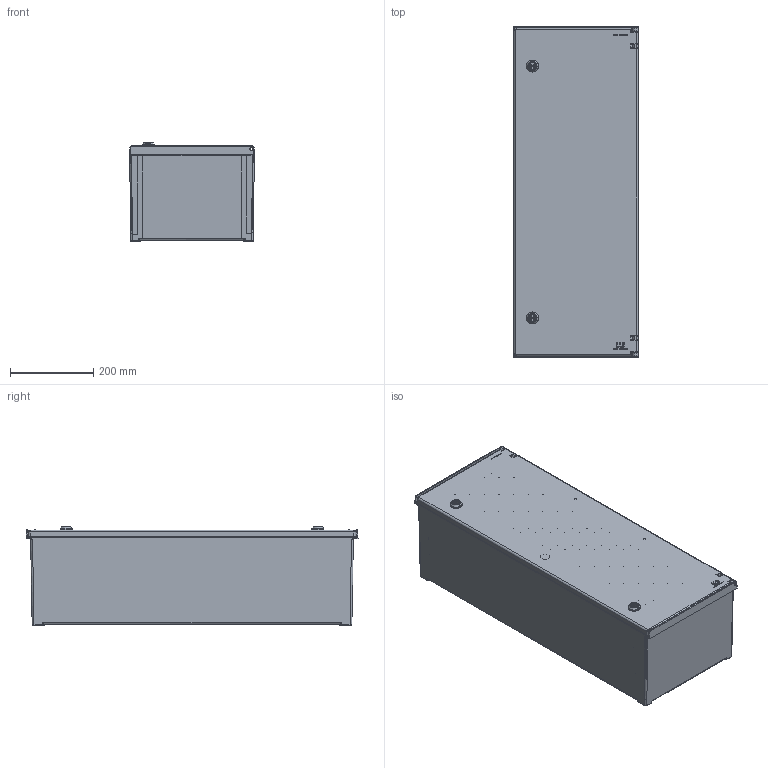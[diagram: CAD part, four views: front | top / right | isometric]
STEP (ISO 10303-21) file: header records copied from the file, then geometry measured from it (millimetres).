
FILE_DESCRIPTION((''),'2;1');
FILE_NAME('ETI_BRES_CAB-83_ASM_ASM','2021-04-19T',('marketing.praksa'),('Audax d.o.o.'),'CREO PARAMETRIC BY PTC INC, 2017480','CREO PARAMETRIC BY PTC INC, 2017480','');
FILE_SCHEMA(('AUTOMOTIVE_DESIGN { 1 0 10303 214 1 1 1 1 }'));
Products named in the file (22): CUB-83_1_1; BC-ETI_1_1_2_3_1; COJINETE-M22MAL_1_1_2_3_1; TPDB-ETI_1_1_2_3_1; PMC-APM-2-MAL_1_1_2_3_1; D7971-8X3-4_1_1_2_3_1; JN-TORICA_1_1_2_3_1; CMDB-M22_ASM_1_1_2_3_ASM_1_ASM; TU-M22_1_1_2_3_1; JUNTA-ETI-83_1_1; EJB_1_1_2_3_1; D84-5X12_1_1_2_3_1; JN-C_1_1_2_3_1; DOOR_ASM; D97-4X50_1_1_2_3_1; TACO_1_1_2_3_1; LLD-10_1_1_2_3_1; D84-6X10_1_1_2_3_1; BO-ETI_ASM_1_1_2_3_ASM_1_ASM; PRT0156; PRT0005123; ETI_BRES_CAB-83_ASM_ASM
Assembly tree (36 placements, depth 4):
  ETI_BRES_CAB-83_ASM_ASM
    CUB-83_1_1
    DOOR_ASM
      BC-ETI_1_1_2_3_1  x2
      CMDB-M22_ASM_1_1_2_3_ASM_1_ASM  x2
        COJINETE-M22MAL_1_1_2_3_1
        TPDB-ETI_1_1_2_3_1
        PMC-APM-2-MAL_1_1_2_3_1
        D7971-8X3-4_1_1_2_3_1
        JN-TORICA_1_1_2_3_1
      TU-M22_1_1_2_3_1  x2
      JUNTA-ETI-83_1_1
      EJB_1_1_2_3_1  x2
      D84-5X12_1_1_2_3_1  x2
      JN-C_1_1_2_3_1  x2
    BO-ETI_ASM_1_1_2_3_ASM_1_ASM
      D97-4X50_1_1_2_3_1  x4
      TACO_1_1_2_3_1  x4
      LLD-10_1_1_2_3_1
      D84-6X10_1_1_2_3_1  x4
    PRT0156
    PRT0005123
Bounding box: 300 x 799.97 x 237 mm (x, y, z)
Volume: 3491564.9 mm3; surface area: 2261961.8 mm2
Topology: 39 solids, 47 shells, 4535 faces, 11748 edges, 7106 vertices
Faces by surface type: cylinder 1440, plane 1415, cone 646, bspline 568, torus 314, sphere 152
Entity records: 194977 total; most frequent: CARTESIAN_POINT 59938, ORIENTED_EDGE 17758, DIRECTION 15867, PRESENTATION_STYLE_ASSIGNMENT 12507, STYLED_ITEM 12507, CURVE_STYLE 8885, EDGE_CURVE 8885, AXIS2_PLACEMENT_3D 5927
